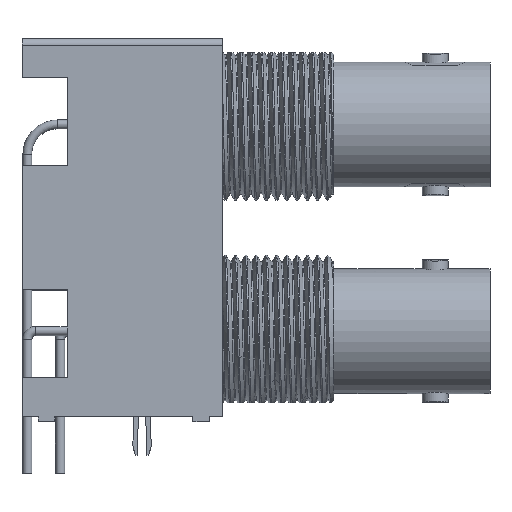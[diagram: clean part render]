
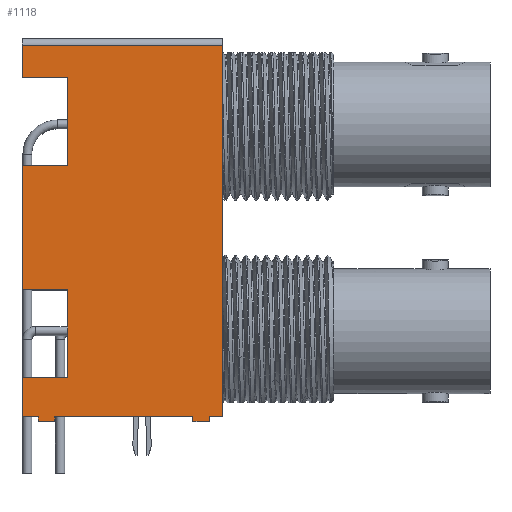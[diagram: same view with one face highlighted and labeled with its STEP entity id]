
A CAD part, top view. The second image highlights one B-rep face of the part: STEP entity #1118.
In plain terms, the highlighted planar face has unit normal (0, 0, 1).
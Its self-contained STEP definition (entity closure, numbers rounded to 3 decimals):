
#9=DIRECTION('',(0.,-1.,0.));
#10=VECTOR('',#9,28.743);
#11=CARTESIAN_POINT('',(16.271,14.117,7.2));
#12=LINE('',#11,#10);
#35=DIRECTION('',(0.,1.,0.));
#36=VECTOR('',#35,3.048);
#37=CARTESIAN_POINT('',(0.762,-14.625,7.2));
#38=LINE('',#37,#36);
#39=DIRECTION('',(1.,0.,0.));
#40=VECTOR('',#39,3.556);
#41=CARTESIAN_POINT('',(0.762,-11.577,7.2));
#42=LINE('',#41,#40);
#43=DIRECTION('',(0.,1.,0.));
#44=VECTOR('',#43,6.764);
#45=CARTESIAN_POINT('',(4.318,-11.577,7.2));
#46=LINE('',#45,#44);
#47=DIRECTION('',(1.,0.,0.));
#48=VECTOR('',#47,3.556);
#49=CARTESIAN_POINT('',(0.762,-4.813,7.2));
#50=LINE('',#49,#48);
#51=DIRECTION('',(0.,1.,0.));
#52=VECTOR('',#51,9.627);
#53=CARTESIAN_POINT('',(0.762,-4.813,7.2));
#54=LINE('',#53,#52);
#55=DIRECTION('',(1.,0.,0.));
#56=VECTOR('',#55,3.556);
#57=CARTESIAN_POINT('',(0.762,4.813,7.2));
#58=LINE('',#57,#56);
#59=DIRECTION('',(0.,1.,0.));
#60=VECTOR('',#59,6.815);
#61=CARTESIAN_POINT('',(4.318,4.813,7.2));
#62=LINE('',#61,#60);
#63=DIRECTION('',(1.,0.,0.));
#64=VECTOR('',#63,3.556);
#65=CARTESIAN_POINT('',(0.762,11.628,7.2));
#66=LINE('',#65,#64);
#67=DIRECTION('',(0.,-1.,0.));
#68=VECTOR('',#67,2.489);
#69=CARTESIAN_POINT('',(0.762,14.117,7.2));
#70=LINE('',#69,#68);
#71=DIRECTION('',(0.,-1.,0.));
#72=VECTOR('',#71,0.371);
#73=CARTESIAN_POINT('',(15.255,-14.625,7.2));
#74=LINE('',#73,#72);
#75=DIRECTION('',(0.,-1.,0.));
#76=VECTOR('',#75,0.371);
#77=CARTESIAN_POINT('',(3.302,-14.625,7.2));
#78=LINE('',#77,#76);
#135=DIRECTION('',(1.,0.,0.));
#136=VECTOR('',#135,1.27);
#137=CARTESIAN_POINT('',(0.762,-14.625,7.2));
#138=LINE('',#137,#136);
#151=DIRECTION('',(1.,0.,0.));
#152=VECTOR('',#151,10.683);
#153=CARTESIAN_POINT('',(3.302,-14.625,7.2));
#154=LINE('',#153,#152);
#167=DIRECTION('',(1.,0.,0.));
#168=VECTOR('',#167,1.016);
#169=CARTESIAN_POINT('',(15.255,-14.625,7.2));
#170=LINE('',#169,#168);
#456=DIRECTION('',(-1.,0.,0.));
#457=VECTOR('',#456,1.27);
#458=CARTESIAN_POINT('',(15.255,-14.996,7.2));
#459=LINE('',#458,#457);
#472=DIRECTION('',(-1.,0.,0.));
#473=VECTOR('',#472,1.27);
#474=CARTESIAN_POINT('',(3.302,-14.996,7.2));
#475=LINE('',#474,#473);
#524=DIRECTION('',(0.,-1.,0.));
#525=VECTOR('',#524,0.371);
#526=CARTESIAN_POINT('',(13.985,-14.625,7.2));
#527=LINE('',#526,#525);
#536=DIRECTION('',(0.,-1.,0.));
#537=VECTOR('',#536,0.371);
#538=CARTESIAN_POINT('',(2.032,-14.625,7.2));
#539=LINE('',#538,#537);
#759=DIRECTION('',(1.,0.,0.));
#760=VECTOR('',#759,15.509);
#761=CARTESIAN_POINT('',(0.762,14.117,7.2));
#762=LINE('',#761,#760);
#767=CARTESIAN_POINT('',(16.271,-14.625,7.2));
#769=VERTEX_POINT('',#767);
#779=CARTESIAN_POINT('',(4.318,-11.577,7.2));
#780=CARTESIAN_POINT('',(4.318,-4.813,7.2));
#781=VERTEX_POINT('',#779);
#782=VERTEX_POINT('',#780);
#783=CARTESIAN_POINT('',(4.318,4.813,7.2));
#784=CARTESIAN_POINT('',(4.318,11.628,7.2));
#785=VERTEX_POINT('',#783);
#786=VERTEX_POINT('',#784);
#831=CARTESIAN_POINT('',(15.255,-14.996,7.2));
#832=CARTESIAN_POINT('',(13.985,-14.996,7.2));
#833=VERTEX_POINT('',#831);
#834=VERTEX_POINT('',#832);
#839=CARTESIAN_POINT('',(3.302,-14.996,7.2));
#840=CARTESIAN_POINT('',(2.032,-14.996,7.2));
#841=VERTEX_POINT('',#839);
#842=VERTEX_POINT('',#840);
#863=CARTESIAN_POINT('',(13.985,-14.625,7.2));
#865=VERTEX_POINT('',#863);
#869=CARTESIAN_POINT('',(15.255,-14.625,7.2));
#870=VERTEX_POINT('',#869);
#871=CARTESIAN_POINT('',(2.032,-14.625,7.2));
#873=VERTEX_POINT('',#871);
#877=CARTESIAN_POINT('',(3.302,-14.625,7.2));
#878=VERTEX_POINT('',#877);
#888=CARTESIAN_POINT('',(16.271,14.117,7.2));
#890=VERTEX_POINT('',#888);
#927=CARTESIAN_POINT('',(0.762,14.117,7.2));
#928=CARTESIAN_POINT('',(0.762,11.628,7.2));
#929=VERTEX_POINT('',#927);
#930=VERTEX_POINT('',#928);
#951=CARTESIAN_POINT('',(0.762,-4.813,7.2));
#952=CARTESIAN_POINT('',(0.762,4.813,7.2));
#953=VERTEX_POINT('',#951);
#954=VERTEX_POINT('',#952);
#959=CARTESIAN_POINT('',(0.762,-14.625,7.2));
#960=CARTESIAN_POINT('',(0.762,-11.577,7.2));
#961=VERTEX_POINT('',#959);
#962=VERTEX_POINT('',#960);
#1073=CARTESIAN_POINT('',(0.,14.625,7.2));
#1074=DIRECTION('',(0.,0.,1.));
#1075=DIRECTION('',(0.,-1.,0.));
#1076=AXIS2_PLACEMENT_3D('',#1073,#1074,#1075);
#1077=PLANE('',#1076);
#1079=ORIENTED_EDGE('',*,*,#1078,.T.);
#1081=ORIENTED_EDGE('',*,*,#1080,.T.);
#1083=ORIENTED_EDGE('',*,*,#1082,.T.);
#1085=ORIENTED_EDGE('',*,*,#1084,.F.);
#1087=ORIENTED_EDGE('',*,*,#1086,.T.);
#1089=ORIENTED_EDGE('',*,*,#1088,.T.);
#1091=ORIENTED_EDGE('',*,*,#1090,.T.);
#1093=ORIENTED_EDGE('',*,*,#1092,.F.);
#1094=ORIENTED_EDGE('',*,*,#1055,.F.);
#1096=ORIENTED_EDGE('',*,*,#1095,.T.);
#1097=ORIENTED_EDGE('',*,*,#1026,.T.);
#1099=ORIENTED_EDGE('',*,*,#1098,.F.);
#1101=ORIENTED_EDGE('',*,*,#1100,.T.);
#1103=ORIENTED_EDGE('',*,*,#1102,.T.);
#1105=ORIENTED_EDGE('',*,*,#1104,.F.);
#1107=ORIENTED_EDGE('',*,*,#1106,.F.);
#1109=ORIENTED_EDGE('',*,*,#1108,.T.);
#1111=ORIENTED_EDGE('',*,*,#1110,.T.);
#1113=ORIENTED_EDGE('',*,*,#1112,.F.);
#1115=ORIENTED_EDGE('',*,*,#1114,.F.);
#1116=EDGE_LOOP('',(#1079,#1081,#1083,#1085,#1087,#1089,#1091,#1093,#1094,#1096,
#1097,#1099,#1101,#1103,#1105,#1107,#1109,#1111,#1113,#1115));
#1117=FACE_OUTER_BOUND('',#1116,.F.);
#1026=EDGE_CURVE('',#890,#769,#12,.T.);
#1055=EDGE_CURVE('',#929,#930,#70,.T.);
#1078=EDGE_CURVE('',#961,#962,#38,.T.);
#1080=EDGE_CURVE('',#962,#781,#42,.T.);
#1082=EDGE_CURVE('',#781,#782,#46,.T.);
#1084=EDGE_CURVE('',#953,#782,#50,.T.);
#1086=EDGE_CURVE('',#953,#954,#54,.T.);
#1088=EDGE_CURVE('',#954,#785,#58,.T.);
#1090=EDGE_CURVE('',#785,#786,#62,.T.);
#1092=EDGE_CURVE('',#930,#786,#66,.T.);
#1095=EDGE_CURVE('',#929,#890,#762,.T.);
#1098=EDGE_CURVE('',#870,#769,#170,.T.);
#1100=EDGE_CURVE('',#870,#833,#74,.T.);
#1102=EDGE_CURVE('',#833,#834,#459,.T.);
#1104=EDGE_CURVE('',#865,#834,#527,.T.);
#1106=EDGE_CURVE('',#878,#865,#154,.T.);
#1108=EDGE_CURVE('',#878,#841,#78,.T.);
#1110=EDGE_CURVE('',#841,#842,#475,.T.);
#1112=EDGE_CURVE('',#873,#842,#539,.T.);
#1114=EDGE_CURVE('',#961,#873,#138,.T.);
#1118=ADVANCED_FACE('',(#1117),#1077,.T.);
